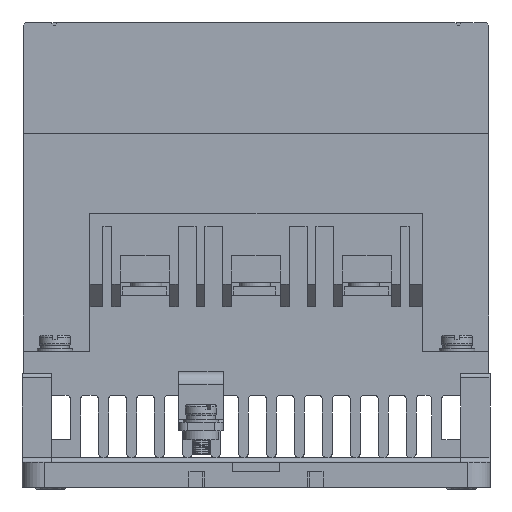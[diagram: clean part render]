
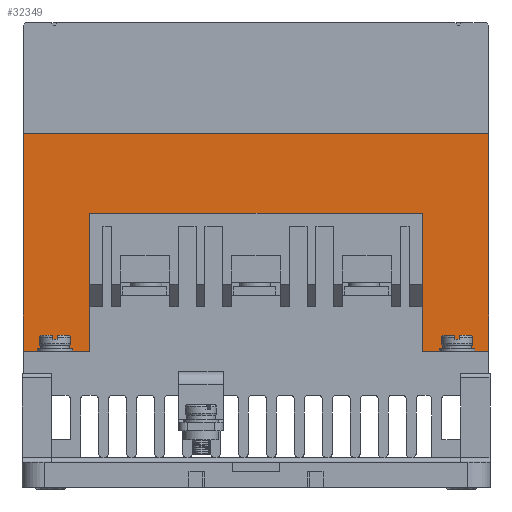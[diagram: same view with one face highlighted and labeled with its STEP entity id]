
A CAD part, front view. The second image highlights one B-rep face of the part: STEP entity #32349.
In plain terms, the highlighted planar face has unit normal (0, -1, 0).
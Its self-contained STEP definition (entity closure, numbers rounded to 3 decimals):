
#195 = CARTESIAN_POINT ( 'NONE',  ( 15.3, 26.75, 104.6 ) ) ;
#679 = ORIENTED_EDGE ( 'NONE', *, *, #989, .T. ) ;
#989 = EDGE_CURVE ( 'NONE', #17635, #18192, #42776, .T. ) ;
#1991 = DIRECTION ( 'NONE',  ( -1., 0., 0. ) ) ;
#2161 = CARTESIAN_POINT ( 'NONE',  ( 105.1, 26.75, 79.6 ) ) ;
#2985 = VECTOR ( 'NONE', #22292, 1000. ) ;
#3605 = VECTOR ( 'NONE', #4305, 1000. ) ;
#4068 = LINE ( 'NONE', #43534, #10917 ) ;
#4102 = LINE ( 'NONE', #43876, #2985 ) ;
#4305 = DIRECTION ( 'NONE',  ( 0., 0., 1. ) ) ;
#5183 = CARTESIAN_POINT ( 'NONE',  ( 105.1, 26.75, 104.6 ) ) ;
#6042 = VERTEX_POINT ( 'NONE', #18914 ) ;
#6608 = EDGE_CURVE ( 'NONE', #36912, #36905, #17769, .T. ) ;
#7673 = EDGE_LOOP ( 'NONE', ( #20858, #43170, #40049, #45535, #13480, #679, #43894, #24581 ) ) ;
#7815 = EDGE_CURVE ( 'NONE', #6042, #17635, #4068, .T. ) ;
#8861 = DIRECTION ( 'NONE',  ( 0., 1., 0. ) ) ;
#10917 = VECTOR ( 'NONE', #31634, 1000. ) ;
#11952 = EDGE_CURVE ( 'NONE', #25467, #18192, #17922, .T. ) ;
#13480 = ORIENTED_EDGE ( 'NONE', *, *, #7815, .T. ) ;
#14720 = CARTESIAN_POINT ( 'NONE',  ( 0., 26.75, 79.6 ) ) ;
#15012 = DIRECTION ( 'NONE',  ( -1., 0., 0. ) ) ;
#15268 = EDGE_CURVE ( 'NONE', #44826, #39446, #15542, .T. ) ;
#15459 = CARTESIAN_POINT ( 'NONE',  ( 90.1, 26.75, 104.6 ) ) ;
#15470 = CARTESIAN_POINT ( 'NONE',  ( 15.3, 26.75, 30.7 ) ) ;
#15542 = LINE ( 'NONE', #15459, #44505 ) ;
#16242 = FACE_OUTER_BOUND ( 'NONE', #7673, .T. ) ;
#17116 = CARTESIAN_POINT ( 'NONE',  ( 0.3, 26.75, 30.7 ) ) ;
#17635 = VERTEX_POINT ( 'NONE', #2161 ) ;
#17769 = LINE ( 'NONE', #195, #31371 ) ;
#17922 = LINE ( 'NONE', #21848, #3605 ) ;
#18192 = VERTEX_POINT ( 'NONE', #44447 ) ;
#18384 = VECTOR ( 'NONE', #1991, 1000. ) ;
#18717 = DIRECTION ( 'NONE',  ( 0., 0., -1. ) ) ;
#18914 = CARTESIAN_POINT ( 'NONE',  ( 105.1, 26.75, 30.7 ) ) ;
#18954 = CARTESIAN_POINT ( 'NONE',  ( 15.3, 26.75, 61.7 ) ) ;
#20858 = ORIENTED_EDGE ( 'NONE', *, *, #6608, .F. ) ;
#21848 = CARTESIAN_POINT ( 'NONE',  ( 0.3, 26.75, 104.6 ) ) ;
#22027 = CARTESIAN_POINT ( 'NONE',  ( 90.1, 26.75, 30.7 ) ) ;
#22292 = DIRECTION ( 'NONE',  ( -1., 0., 0. ) ) ;
#22325 = VECTOR ( 'NONE', #15012, 1000. ) ;
#23012 = CARTESIAN_POINT ( 'NONE',  ( 90.1, 26.75, 61.7 ) ) ;
#24581 = ORIENTED_EDGE ( 'NONE', *, *, #27655, .F. ) ;
#25467 = VERTEX_POINT ( 'NONE', #17116 ) ;
#26886 = LINE ( 'NONE', #35416, #18384 ) ;
#27183 = PLANE ( 'NONE',  #40850 ) ;
#27655 = EDGE_CURVE ( 'NONE', #36905, #25467, #4102, .T. ) ;
#28902 = EDGE_CURVE ( 'NONE', #39446, #36912, #33624, .T. ) ;
#30056 = DIRECTION ( 'NONE',  ( 0., 0., 1. ) ) ;
#31371 = VECTOR ( 'NONE', #18717, 1000. ) ;
#31634 = DIRECTION ( 'NONE',  ( 0., 0., 1. ) ) ;
#32349 = ADVANCED_FACE ( 'NONE', ( #16242 ), #27183, .F. ) ;
#33624 = LINE ( 'NONE', #39620, #46763 ) ;
#33692 = EDGE_CURVE ( 'NONE', #6042, #44826, #26886, .T. ) ;
#35416 = CARTESIAN_POINT ( 'NONE',  ( 105.1, 26.75, 30.7 ) ) ;
#35956 = DIRECTION ( 'NONE',  ( -1., 0., 0. ) ) ;
#36905 = VERTEX_POINT ( 'NONE', #15470 ) ;
#36912 = VERTEX_POINT ( 'NONE', #18954 ) ;
#39446 = VERTEX_POINT ( 'NONE', #23012 ) ;
#39620 = CARTESIAN_POINT ( 'NONE',  ( 105.1, 26.75, 61.7 ) ) ;
#40049 = ORIENTED_EDGE ( 'NONE', *, *, #15268, .F. ) ;
#40850 = AXIS2_PLACEMENT_3D ( 'NONE', #5183, #8861, #41607 ) ;
#41607 = DIRECTION ( 'NONE',  ( -1., 0., 0. ) ) ;
#42776 = LINE ( 'NONE', #14720, #22325 ) ;
#43170 = ORIENTED_EDGE ( 'NONE', *, *, #28902, .F. ) ;
#43534 = CARTESIAN_POINT ( 'NONE',  ( 105.1, 26.75, 104.6 ) ) ;
#43876 = CARTESIAN_POINT ( 'NONE',  ( 105.1, 26.75, 30.7 ) ) ;
#43894 = ORIENTED_EDGE ( 'NONE', *, *, #11952, .F. ) ;
#44447 = CARTESIAN_POINT ( 'NONE',  ( 0.3, 26.75, 79.6 ) ) ;
#44505 = VECTOR ( 'NONE', #30056, 1000. ) ;
#44826 = VERTEX_POINT ( 'NONE', #22027 ) ;
#45535 = ORIENTED_EDGE ( 'NONE', *, *, #33692, .F. ) ;
#46763 = VECTOR ( 'NONE', #35956, 1000. ) ;
